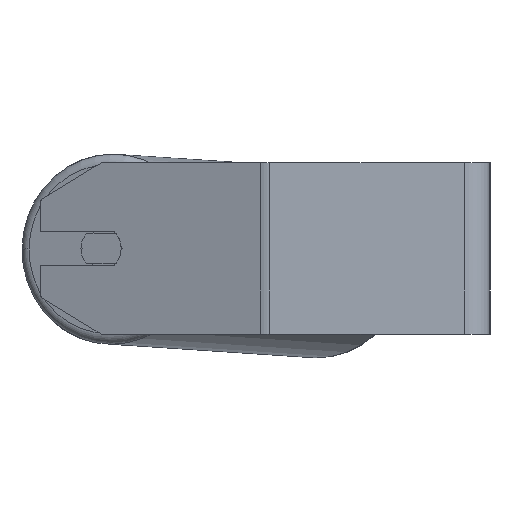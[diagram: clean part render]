
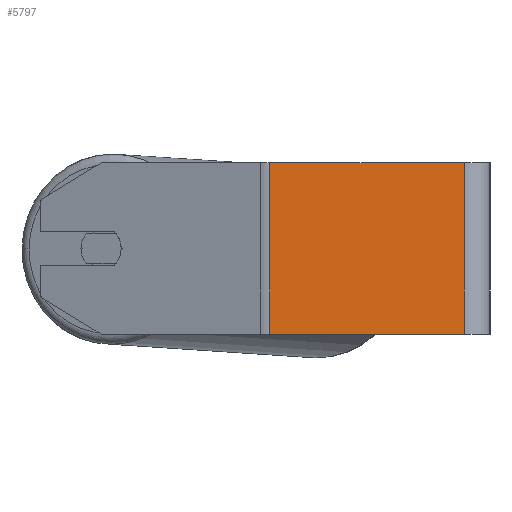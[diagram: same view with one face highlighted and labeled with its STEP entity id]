
A CAD part, left-side view. The second image highlights one B-rep face of the part: STEP entity #5797.
In plain terms, the highlighted planar face has unit normal (-1, 0, 0).
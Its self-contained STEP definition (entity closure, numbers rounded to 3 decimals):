
#627 = VECTOR ( 'NONE', #5252, 1000. ) ;
#669 = LINE ( 'NONE', #4449, #6219 ) ;
#684 = DIRECTION ( 'NONE',  ( 0., 0., -1. ) ) ;
#828 = EDGE_LOOP ( 'NONE', ( #3505, #4757, #6918, #2861 ) ) ;
#893 = CARTESIAN_POINT ( 'NONE',  ( -330., 105.159, 40. ) ) ;
#1184 = LINE ( 'NONE', #5773, #627 ) ;
#1444 = LINE ( 'NONE', #6693, #6440 ) ;
#1519 = FACE_OUTER_BOUND ( 'NONE', #828, .T. ) ;
#1595 = AXIS2_PLACEMENT_3D ( 'NONE', #893, #2700, #7090 ) ;
#1903 = CARTESIAN_POINT ( 'NONE',  ( -330., 12., 40. ) ) ;
#2106 = VERTEX_POINT ( 'NONE', #5331 ) ;
#2481 = EDGE_CURVE ( 'NONE', #4733, #2983, #1184, .T. ) ;
#2700 = DIRECTION ( 'NONE',  ( 1., 0., 0. ) ) ;
#2861 = ORIENTED_EDGE ( 'NONE', *, *, #6793, .T. ) ;
#2983 = VERTEX_POINT ( 'NONE', #1903 ) ;
#3505 = ORIENTED_EDGE ( 'NONE', *, *, #3516, .T. ) ;
#3516 = EDGE_CURVE ( 'NONE', #2106, #6972, #1444, .T. ) ;
#3775 = PLANE ( 'NONE',  #1595 ) ;
#4449 = CARTESIAN_POINT ( 'NONE',  ( -330., 12., 40. ) ) ;
#4462 = VECTOR ( 'NONE', #684, 1000. ) ;
#4651 = CARTESIAN_POINT ( 'NONE',  ( -330., 103.043, 40. ) ) ;
#4733 = VERTEX_POINT ( 'NONE', #6255 ) ;
#4757 = ORIENTED_EDGE ( 'NONE', *, *, #5897, .F. ) ;
#4992 = DIRECTION ( 'NONE',  ( 0., 0., -1. ) ) ;
#5252 = DIRECTION ( 'NONE',  ( 0., -1., 0. ) ) ;
#5331 = CARTESIAN_POINT ( 'NONE',  ( -330., 103.043, -40. ) ) ;
#5773 = CARTESIAN_POINT ( 'NONE',  ( -330., 105.159, 40. ) ) ;
#5788 = LINE ( 'NONE', #4651, #4462 ) ;
#5797 = ADVANCED_FACE ( 'NONE', ( #1519 ), #3775, .F. ) ;
#5897 = EDGE_CURVE ( 'NONE', #2983, #6972, #669, .T. ) ;
#5954 = DIRECTION ( 'NONE',  ( 0., -1., 0. ) ) ;
#6219 = VECTOR ( 'NONE', #4992, 1000. ) ;
#6255 = CARTESIAN_POINT ( 'NONE',  ( -330., 103.043, 40. ) ) ;
#6262 = CARTESIAN_POINT ( 'NONE',  ( -330., 12., -40. ) ) ;
#6440 = VECTOR ( 'NONE', #5954, 1000. ) ;
#6693 = CARTESIAN_POINT ( 'NONE',  ( -330., 105.159, -40. ) ) ;
#6793 = EDGE_CURVE ( 'NONE', #4733, #2106, #5788, .T. ) ;
#6918 = ORIENTED_EDGE ( 'NONE', *, *, #2481, .F. ) ;
#6972 = VERTEX_POINT ( 'NONE', #6262 ) ;
#7090 = DIRECTION ( 'NONE',  ( 0., 0., -1. ) ) ;
